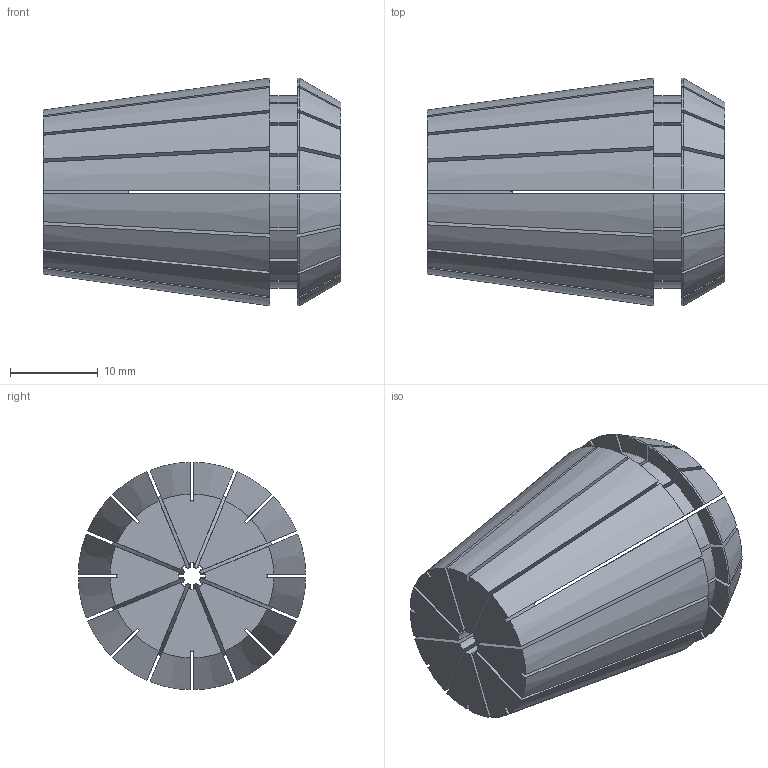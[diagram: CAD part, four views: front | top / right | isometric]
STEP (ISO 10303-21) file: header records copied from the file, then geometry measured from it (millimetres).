
FILE_DESCRIPTION (( 'STEP AP203' ), '1' );
FILE_NAME ('04225-02.STEP', '2017-04-06T02:39:58', ( '' ), ( '' ), 'SwSTEP 2.0', 'SolidWorks 2015', '' );
FILE_SCHEMA (( 'CONFIG_CONTROL_DESIGN' ));
Length unit declared in the file: millimetre
Products named in the file (1): 04225-02
Bounding box: 34 x 26 x 26 mm (x, y, z)
Volume: 11525.7 mm3; surface area: 12865.7 mm2
Topology: 1 solids, 1 shells, 193 faces, 579 edges, 386 vertices
Faces by surface type: plane 96, cylinder 65, cone 32
Entity records: 6886 total; most frequent: CARTESIAN_POINT 1624, ORIENTED_EDGE 1158, DIRECTION 1047, EDGE_CURVE 579, VERTEX_POINT 386, AXIS2_PLACEMENT_3D 371, LINE 305, VECTOR 305
